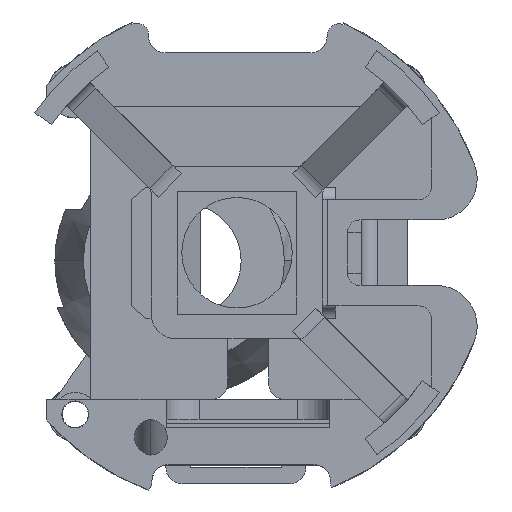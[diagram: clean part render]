
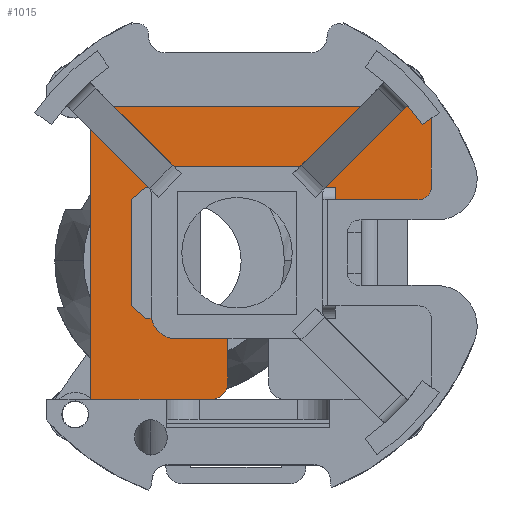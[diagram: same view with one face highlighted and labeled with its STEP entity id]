
A CAD part, left-side view. The second image highlights one B-rep face of the part: STEP entity #1015.
In plain terms, the highlighted planar face has unit normal (-1, 0, 0).
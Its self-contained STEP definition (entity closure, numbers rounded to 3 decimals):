
#1015=ADVANCED_FACE('',(#1757),#7385,.T.);
#1757=FACE_OUTER_BOUND('',#2550,.F.);
#2550=EDGE_LOOP('',(#5703,#5704,#5705,#5706,#5707,#5708,#5709,#5710,#5711,#5712,
#5713,#5714,#5715,#5716,#5717,#5718,#5719,#5720,#5721,#5722,#5723,#5724,#5725,
#5726,#5727,#5728));
#5703=ORIENTED_EDGE('',*,*,#10240,.F.);
#5704=ORIENTED_EDGE('',*,*,#10088,.T.);
#5705=ORIENTED_EDGE('',*,*,#10087,.T.);
#5706=ORIENTED_EDGE('',*,*,#10259,.F.);
#5707=ORIENTED_EDGE('',*,*,#10110,.T.);
#5708=ORIENTED_EDGE('',*,*,#10109,.T.);
#5709=ORIENTED_EDGE('',*,*,#10108,.T.);
#5710=ORIENTED_EDGE('',*,*,#10107,.F.);
#5711=ORIENTED_EDGE('',*,*,#10106,.T.);
#5712=ORIENTED_EDGE('',*,*,#10105,.F.);
#5713=ORIENTED_EDGE('',*,*,#10104,.T.);
#5714=ORIENTED_EDGE('',*,*,#10103,.T.);
#5715=ORIENTED_EDGE('',*,*,#10102,.T.);
#5716=ORIENTED_EDGE('',*,*,#10101,.T.);
#5717=ORIENTED_EDGE('',*,*,#10260,.F.);
#5718=ORIENTED_EDGE('',*,*,#10261,.F.);
#5719=ORIENTED_EDGE('',*,*,#10262,.F.);
#5720=ORIENTED_EDGE('',*,*,#10263,.T.);
#5721=ORIENTED_EDGE('',*,*,#10264,.T.);
#5722=ORIENTED_EDGE('',*,*,#10265,.T.);
#5723=ORIENTED_EDGE('',*,*,#10266,.T.);
#5724=ORIENTED_EDGE('',*,*,#10267,.T.);
#5725=ORIENTED_EDGE('',*,*,#10268,.F.);
#5726=ORIENTED_EDGE('',*,*,#10224,.F.);
#5727=ORIENTED_EDGE('',*,*,#10220,.T.);
#5728=ORIENTED_EDGE('',*,*,#10232,.F.);
#7385=PLANE('',#16005);
#8307=CIRCLE('',#15852,1.5);
#8308=CIRCLE('',#15853,1.5);
#8335=CIRCLE('',#15880,2.);
#8340=CIRCLE('',#15885,2.);
#10087=EDGE_CURVE('',#14326,#14579,#11574,.T.);
#10088=EDGE_CURVE('',#14325,#14326,#11575,.T.);
#10101=EDGE_CURVE('',#14313,#14374,#11586,.T.);
#10102=EDGE_CURVE('',#14312,#14313,#11587,.T.);
#10103=EDGE_CURVE('',#14311,#14312,#11588,.T.);
#10104=EDGE_CURVE('',#14310,#14311,#11589,.T.);
#10105=EDGE_CURVE('',#14310,#14309,#8307,.T.);
#10106=EDGE_CURVE('',#14308,#14309,#11590,.T.);
#10107=EDGE_CURVE('',#14308,#14307,#8308,.T.);
#10108=EDGE_CURVE('',#14306,#14307,#11591,.T.);
#10109=EDGE_CURVE('',#14305,#14306,#11592,.T.);
#10110=EDGE_CURVE('',#14387,#14305,#11593,.T.);
#10220=EDGE_CURVE('',#14242,#14241,#11675,.T.);
#10224=EDGE_CURVE('',#14242,#14238,#8335,.T.);
#10232=EDGE_CURVE('',#14233,#14241,#8340,.T.);
#10240=EDGE_CURVE('',#14325,#14233,#11687,.T.);
#10259=EDGE_CURVE('',#14387,#14579,#11706,.T.);
#10260=EDGE_CURVE('',#14216,#14374,#11707,.T.);
#10261=EDGE_CURVE('',#14215,#14216,#11708,.T.);
#10262=EDGE_CURVE('',#14214,#14215,#11709,.T.);
#10263=EDGE_CURVE('',#14214,#14213,#11710,.T.);
#10264=EDGE_CURVE('',#14213,#14212,#11711,.T.);
#10265=EDGE_CURVE('',#14212,#14211,#11712,.T.);
#10266=EDGE_CURVE('',#14211,#14210,#11713,.T.);
#10267=EDGE_CURVE('',#14210,#14209,#11714,.T.);
#10268=EDGE_CURVE('',#14238,#14209,#11715,.T.);
#11574=LINE('',#26760,#12940);
#11575=LINE('',#26761,#12941);
#11586=LINE('',#26774,#12952);
#11587=LINE('',#26775,#12953);
#11588=LINE('',#26776,#12954);
#11589=LINE('',#26777,#12955);
#11590=LINE('',#26779,#12956);
#11591=LINE('',#26781,#12957);
#11592=LINE('',#26782,#12958);
#11593=LINE('',#26783,#12959);
#11675=LINE('',#27032,#13041);
#11687=LINE('',#27052,#13053);
#11706=LINE('',#27071,#13072);
#11707=LINE('',#27072,#13073);
#11708=LINE('',#27073,#13074);
#11709=LINE('',#27074,#13075);
#11710=LINE('',#27075,#13076);
#11711=LINE('',#27076,#13077);
#11712=LINE('',#27077,#13078);
#11713=LINE('',#27078,#13079);
#11714=LINE('',#27079,#13080);
#11715=LINE('',#27080,#13081);
#12940=VECTOR('',#19185,0.134);
#12941=VECTOR('',#19186,9.147);
#12952=VECTOR('',#19201,0.611);
#12953=VECTOR('',#19202,0.889);
#12954=VECTOR('',#19203,1.736);
#12955=VECTOR('',#19204,7.);
#12956=VECTOR('',#19207,8.425);
#12957=VECTOR('',#19210,0.634);
#12958=VECTOR('',#19211,3.677);
#12959=VECTOR('',#19212,35.85);
#13041=VECTOR('',#19346,5.925);
#13053=VECTOR('',#19374,5.5);
#13072=VECTOR('',#19393,35.851);
#13073=VECTOR('',#19394,1.5);
#13074=VECTOR('',#19395,1.5);
#13075=VECTOR('',#19396,21.);
#13076=VECTOR('',#19397,0.703);
#13077=VECTOR('',#19398,2.284);
#13078=VECTOR('',#19399,13.);
#13079=VECTOR('',#19400,2.284);
#13080=VECTOR('',#19401,0.703);
#13081=VECTOR('',#19402,7.356);
#14209=VERTEX_POINT('',#25666);
#14210=VERTEX_POINT('',#25667);
#14211=VERTEX_POINT('',#25668);
#14212=VERTEX_POINT('',#25669);
#14213=VERTEX_POINT('',#25670);
#14214=VERTEX_POINT('',#25671);
#14215=VERTEX_POINT('',#25672);
#14216=VERTEX_POINT('',#25673);
#14233=VERTEX_POINT('',#25690);
#14238=VERTEX_POINT('',#25695);
#14241=VERTEX_POINT('',#25698);
#14242=VERTEX_POINT('',#25699);
#14305=VERTEX_POINT('',#25762);
#14306=VERTEX_POINT('',#25763);
#14307=VERTEX_POINT('',#25764);
#14308=VERTEX_POINT('',#25765);
#14309=VERTEX_POINT('',#25766);
#14310=VERTEX_POINT('',#25767);
#14311=VERTEX_POINT('',#25768);
#14312=VERTEX_POINT('',#25769);
#14313=VERTEX_POINT('',#25770);
#14325=VERTEX_POINT('',#25782);
#14326=VERTEX_POINT('',#25783);
#14374=VERTEX_POINT('',#25831);
#14387=VERTEX_POINT('',#25844);
#14579=VERTEX_POINT('',#26036);
#15852=AXIS2_PLACEMENT_3D('',#26778,#19205,#19206);
#15853=AXIS2_PLACEMENT_3D('',#26780,#19208,#19209);
#15880=AXIS2_PLACEMENT_3D('',#27036,#19350,#19351);
#15885=AXIS2_PLACEMENT_3D('',#27044,#19363,#19364);
#16005=AXIS2_PLACEMENT_3D('',#27389,#19793,#19794);
#19185=DIRECTION('',(0.,1.,0.));
#19186=DIRECTION('',(0.,1.,0.));
#19201=DIRECTION('',(0.,1.,0.));
#19202=DIRECTION('',(0.,1.,0.));
#19203=DIRECTION('',(0.,1.,0.));
#19204=DIRECTION('',(0.,1.,0.));
#19205=DIRECTION('',(-1.,0.,0.));
#19206=DIRECTION('',(0.,0.,-1.));
#19207=DIRECTION('',(0.,0.,-1.));
#19208=DIRECTION('',(-1.,0.,0.));
#19209=DIRECTION('',(0.,-1.,0.));
#19210=DIRECTION('',(0.,-1.,0.));
#19211=DIRECTION('',(0.,-1.,0.));
#19212=DIRECTION('',(0.,-1.,0.));
#19346=DIRECTION('',(0.,0.,-1.));
#19350=DIRECTION('',(-1.,0.,0.));
#19351=DIRECTION('',(0.,-1.,0.));
#19363=DIRECTION('',(-1.,0.,0.));
#19364=DIRECTION('',(0.,0.,-1.));
#19374=DIRECTION('',(0.,-1.,0.));
#19393=DIRECTION('',(0.,0.,-1.));
#19394=DIRECTION('',(0.,0.,-1.));
#19395=DIRECTION('',(0.,-1.,0.));
#19396=DIRECTION('',(0.,-1.,0.));
#19397=DIRECTION('',(0.,1.,0.));
#19398=DIRECTION('',(0.,0.754,-0.657));
#19399=DIRECTION('',(0.,0.,-1.));
#19400=DIRECTION('',(0.,-0.754,-0.657));
#19401=DIRECTION('',(0.,-1.,0.));
#19402=DIRECTION('',(0.,1.,0.));
#19793=DIRECTION('',(-1.,0.,0.));
#19794=DIRECTION('',(0.,0.,1.));
#25666=CARTESIAN_POINT('',(-60.275,30.254,11.766));
#25667=CARTESIAN_POINT('',(-60.275,30.957,11.766));
#25668=CARTESIAN_POINT('',(-60.275,32.679,13.266));
#25669=CARTESIAN_POINT('',(-60.275,32.679,26.266));
#25670=CARTESIAN_POINT('',(-60.275,30.957,27.766));
#25671=CARTESIAN_POINT('',(-60.275,30.254,27.766));
#25672=CARTESIAN_POINT('',(-60.275,9.254,
27.766));
#25673=CARTESIAN_POINT('',(-60.275,7.754,
27.766));
#25690=CARTESIAN_POINT('',(-60.275,22.897,1.841));
#25695=CARTESIAN_POINT('',(-60.275,22.897,
11.766));
#25698=CARTESIAN_POINT('',(-60.275,20.897,
3.841));
#25699=CARTESIAN_POINT('',(-60.275,20.897,
9.766));
#25762=CARTESIAN_POINT('',(-60.275,1.829,37.692));
#25763=CARTESIAN_POINT('',(-60.275,-1.849,
37.692));
#25764=CARTESIAN_POINT('',(-60.275,-2.483,37.692));
#25765=CARTESIAN_POINT('',(-60.275,-3.983,36.192));
#25766=CARTESIAN_POINT('',(-60.275,-3.983,
27.766));
#25767=CARTESIAN_POINT('',(-60.275,-2.483,
26.266));
#25768=CARTESIAN_POINT('',(-60.275,4.517,
26.266));
#25769=CARTESIAN_POINT('',(-60.275,6.254,
26.266));
#25770=CARTESIAN_POINT('',(-60.275,7.142,
26.266));
#25782=CARTESIAN_POINT('',(-60.275,28.397,
1.841));
#25783=CARTESIAN_POINT('',(-60.275,37.544,
1.841));
#25831=CARTESIAN_POINT('',(-60.275,7.754,
26.266));
#25844=CARTESIAN_POINT('',(-60.275,37.679,
37.692));
#26036=CARTESIAN_POINT('',(-60.275,37.679,
1.841));
#26760=CARTESIAN_POINT('',(-60.275,37.544,
1.841));
#26761=CARTESIAN_POINT('',(-60.275,28.397,
1.841));
#26774=CARTESIAN_POINT('',(-60.275,7.142,
26.266));
#26775=CARTESIAN_POINT('',(-60.275,6.254,
26.266));
#26776=CARTESIAN_POINT('',(-60.275,4.517,
26.266));
#26777=CARTESIAN_POINT('',(-60.275,-2.483,
26.266));
#26778=CARTESIAN_POINT('',(-60.275,-2.483,
27.766));
#26779=CARTESIAN_POINT('',(-60.275,-3.983,36.192));
#26780=CARTESIAN_POINT('',(-60.275,-2.483,
36.192));
#26781=CARTESIAN_POINT('',(-60.275,-1.849,
37.692));
#26782=CARTESIAN_POINT('',(-60.275,1.829,37.692));
#26783=CARTESIAN_POINT('',(-60.275,37.679,
37.692));
#27032=CARTESIAN_POINT('',(-60.275,20.897,
9.766));
#27036=CARTESIAN_POINT('',(-60.275,22.897,
9.766));
#27044=CARTESIAN_POINT('',(-60.275,22.897,
3.841));
#27052=CARTESIAN_POINT('',(-60.275,28.397,
1.841));
#27071=CARTESIAN_POINT('',(-60.275,37.679,
37.692));
#27072=CARTESIAN_POINT('',(-60.275,7.754,
27.766));
#27073=CARTESIAN_POINT('',(-60.275,9.254,
27.766));
#27074=CARTESIAN_POINT('',(-60.275,30.254,27.766));
#27075=CARTESIAN_POINT('',(-60.275,30.254,27.766));
#27076=CARTESIAN_POINT('',(-60.275,30.957,27.766));
#27077=CARTESIAN_POINT('',(-60.275,32.679,26.266));
#27078=CARTESIAN_POINT('',(-60.275,32.679,13.266));
#27079=CARTESIAN_POINT('',(-60.275,30.957,11.766));
#27080=CARTESIAN_POINT('',(-60.275,22.897,
11.766));
#27389=CARTESIAN_POINT('',(-60.275,-6.066,
-0.242));
